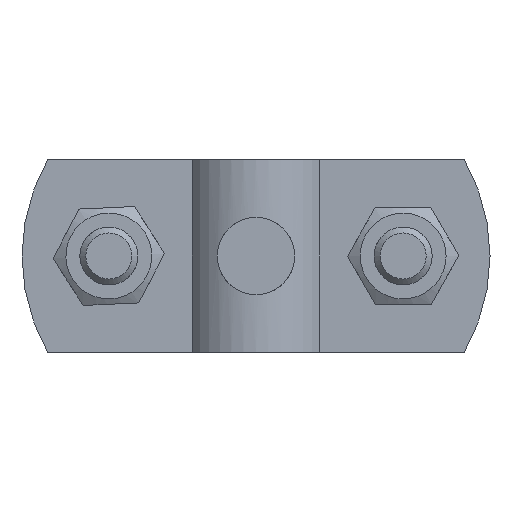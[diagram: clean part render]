
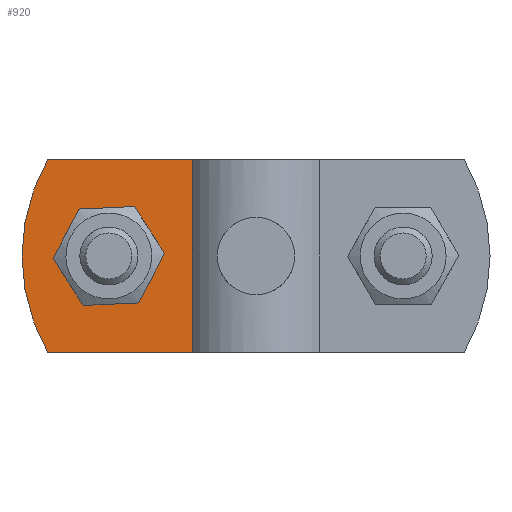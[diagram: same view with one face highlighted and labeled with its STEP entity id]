
A CAD part, front view. The second image highlights one B-rep face of the part: STEP entity #920.
In plain terms, the highlighted face is planar.
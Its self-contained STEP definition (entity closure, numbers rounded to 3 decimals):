
#725=CARTESIAN_POINT('',(18.5,4.5,0.));
#726=VERTEX_POINT('',#725);
#727=CARTESIAN_POINT('',(15.25,4.5,0.0));
#728=DIRECTION('',(0.0,-1.0,0.0));
#729=DIRECTION('',(-1.0,0.0,0.0));
#730=AXIS2_PLACEMENT_3D('',#727,#728,#729);
#731=CIRCLE('',#730,3.25);
#732=EDGE_CURVE('',#726,#726,#731,.T.);
#813=CARTESIAN_POINT('',(21.571,4.5,-10.0));
#814=VERTEX_POINT('',#813);
#821=CARTESIAN_POINT('',(21.571,4.5,10.0));
#822=VERTEX_POINT('',#821);
#823=CARTESIAN_POINT('',(4.25,4.5,0.0));
#824=DIRECTION('',(0.0,1.,0.0));
#825=DIRECTION('',(-0.866,0.0,0.5));
#826=AXIS2_PLACEMENT_3D('',#823,#824,#825);
#827=CIRCLE('',#826,20.0);
#828=EDGE_CURVE('',#822,#814,#827,.T.);
#845=CARTESIAN_POINT('',(6.614,4.5,10.0));
#846=VERTEX_POINT('',#845);
#847=CARTESIAN_POINT('',(6.614,4.5,10.0));
#848=DIRECTION('',(1.0,0.0,0.0));
#849=VECTOR('',#848,14.956);
#850=LINE('',#847,#849);
#851=EDGE_CURVE('',#846,#822,#850,.T.);
#894=CARTESIAN_POINT('',(6.614,4.5,0.0));
#895=DIRECTION('',(0.0,1.0,0.0));
#896=DIRECTION('',(0.0,0.0,1.0));
#897=AXIS2_PLACEMENT_3D('',#894,#895,#896);
#898=PLANE('',#897);
#899=ORIENTED_EDGE('',*,*,#828,.T.);
#900=CARTESIAN_POINT('',(6.614,4.5,-10.0));
#901=VERTEX_POINT('',#900);
#902=CARTESIAN_POINT('',(21.571,4.5,-10.0));
#903=DIRECTION('',(-1.0,0.0,0.0));
#904=VECTOR('',#903,14.956);
#905=LINE('',#902,#904);
#906=EDGE_CURVE('',#814,#901,#905,.T.);
#907=ORIENTED_EDGE('',*,*,#906,.T.);
#908=CARTESIAN_POINT('',(6.614,4.5,10.0));
#909=DIRECTION('',(0.0,0.0,-1.0));
#910=VECTOR('',#909,20.0);
#911=LINE('',#908,#910);
#912=EDGE_CURVE('',#846,#901,#911,.T.);
#913=ORIENTED_EDGE('',*,*,#912,.F.);
#914=ORIENTED_EDGE('',*,*,#851,.T.);
#915=EDGE_LOOP('',(#899,#907,#913,#914));
#916=FACE_OUTER_BOUND('',#915,.T.);
#917=ORIENTED_EDGE('',*,*,#732,.T.);
#918=EDGE_LOOP('',(#917));
#919=FACE_BOUND('',#918,.T.);
#920=ADVANCED_FACE('',(#916,#919),#898,.T.);
